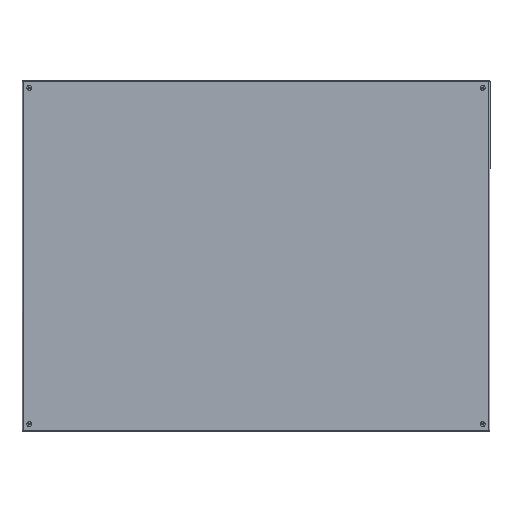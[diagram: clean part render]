
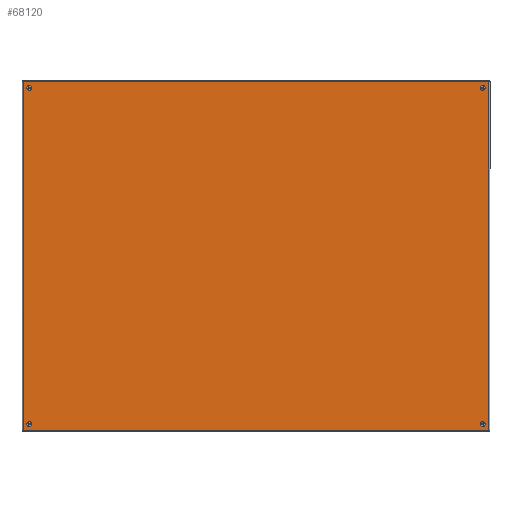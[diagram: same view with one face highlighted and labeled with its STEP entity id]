
A CAD part, left-side view. The second image highlights one B-rep face of the part: STEP entity #68120.
In plain terms, the highlighted face is planar.
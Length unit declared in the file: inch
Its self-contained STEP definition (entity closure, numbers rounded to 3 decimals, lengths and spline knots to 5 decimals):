
#1030 = CARTESIAN_POINT ( 'NONE',  ( 17., 0., -23.25 ) ) ;
#2468 = ORIENTED_EDGE ( 'NONE', *, *, #17619, .F. ) ;
#3039 = LINE ( 'NONE', #22099, #74865 ) ;
#3328 = VECTOR ( 'NONE', #12528, 39.37008 ) ;
#4200 = VERTEX_POINT ( 'NONE', #16149 ) ;
#4631 = AXIS2_PLACEMENT_3D ( 'NONE', #33288, #6848, #13533 ) ;
#4953 = DIRECTION ( 'NONE',  ( 0., 1., 0. ) ) ;
#5654 = LINE ( 'NONE', #23360, #38934 ) ;
#6377 = CARTESIAN_POINT ( 'NONE',  ( 17.25, 0., 23.25 ) ) ;
#6562 = DIRECTION ( 'NONE',  ( 0., -1., 0. ) ) ;
#6848 = DIRECTION ( 'NONE',  ( 0., 1., 0. ) ) ;
#7930 = EDGE_CURVE ( 'NONE', #57341, #30509, #30840, .T. ) ;
#8720 = DIRECTION ( 'NONE',  ( 1., 0., 0. ) ) ;
#9808 = ORIENTED_EDGE ( 'NONE', *, *, #69361, .F. ) ;
#10231 = CARTESIAN_POINT ( 'NONE',  ( 17.25, 0., -23.25 ) ) ;
#10910 = VERTEX_POINT ( 'NONE', #50565 ) ;
#11262 = EDGE_CURVE ( 'NONE', #19645, #18829, #42716, .T. ) ;
#11738 = CARTESIAN_POINT ( 'NONE',  ( -17., 0., 23.25 ) ) ;
#11822 = ORIENTED_EDGE ( 'NONE', *, *, #61366, .F. ) ;
#12234 = DIRECTION ( 'NONE',  ( -1., 0., 0. ) ) ;
#12511 = CIRCLE ( 'NONE', #70170, 0.25 ) ;
#12528 = DIRECTION ( 'NONE',  ( -1., 0., 0. ) ) ;
#12567 = DIRECTION ( 'NONE',  ( 0., 1., 0. ) ) ;
#12715 = VERTEX_POINT ( 'NONE', #60077 ) ;
#13533 = DIRECTION ( 'NONE',  ( -1., 0., 0. ) ) ;
#13750 = CARTESIAN_POINT ( 'NONE',  ( 17.25, 0., 23.25 ) ) ;
#14077 = LINE ( 'NONE', #86502, #21350 ) ;
#15713 = CARTESIAN_POINT ( 'NONE',  ( -17.92789, 0., -23.892 ) ) ;
#16149 = CARTESIAN_POINT ( 'NONE',  ( 17.892, 0., -23.892 ) ) ;
#16271 = AXIS2_PLACEMENT_3D ( 'NONE', #79555, #12567, #59141 ) ;
#17619 = EDGE_CURVE ( 'NONE', #4200, #57803, #5654, .T. ) ;
#17966 = AXIS2_PLACEMENT_3D ( 'NONE', #68786, #54858, #81683 ) ;
#18829 = VERTEX_POINT ( 'NONE', #85613 ) ;
#19645 = VERTEX_POINT ( 'NONE', #79341 ) ;
#20048 = DIRECTION ( 'NONE',  ( 0., 0., -1. ) ) ;
#21305 = AXIS2_PLACEMENT_3D ( 'NONE', #13750, #60355, #74013 ) ;
#21350 = VECTOR ( 'NONE', #20048, 39.37008 ) ;
#22099 = CARTESIAN_POINT ( 'NONE',  ( 17.928, 0., -23.892 ) ) ;
#22463 = ORIENTED_EDGE ( 'NONE', *, *, #56073, .F. ) ;
#22586 = VERTEX_POINT ( 'NONE', #52299 ) ;
#22651 = AXIS2_PLACEMENT_3D ( 'NONE', #6377, #39510, #12234 ) ;
#23360 = CARTESIAN_POINT ( 'NONE',  ( 17.892, 0., -23.928 ) ) ;
#25061 = DIRECTION ( 'NONE',  ( -1., 0., 0. ) ) ;
#26106 = DIRECTION ( 'NONE',  ( 1., 0., 0. ) ) ;
#26671 = PLANE ( 'NONE',  #72858 ) ;
#27510 = ORIENTED_EDGE ( 'NONE', *, *, #75492, .F. ) ;
#29967 = AXIS2_PLACEMENT_3D ( 'NONE', #38389, #4953, #25061 ) ;
#30078 = EDGE_LOOP ( 'NONE', ( #64462, #54775 ) ) ;
#30509 = VERTEX_POINT ( 'NONE', #71184 ) ;
#30600 = CIRCLE ( 'NONE', #22651, 0.25 ) ;
#30840 = CIRCLE ( 'NONE', #78470, 0.25 ) ;
#31173 = EDGE_CURVE ( 'NONE', #40095, #10910, #76593, .T. ) ;
#32476 = LINE ( 'NONE', #45408, #3328 ) ;
#32739 = FACE_OUTER_BOUND ( 'NONE', #35171, .T. ) ;
#33260 = VERTEX_POINT ( 'NONE', #15713 ) ;
#33288 = CARTESIAN_POINT ( 'NONE',  ( 17.25, 0., -23.25 ) ) ;
#34670 = CARTESIAN_POINT ( 'NONE',  ( 17.892, 0., 23.892 ) ) ;
#35171 = EDGE_LOOP ( 'NONE', ( #22463, #2468, #69542, #27510 ) ) ;
#36546 = CIRCLE ( 'NONE', #29967, 0.25 ) ;
#37555 = DIRECTION ( 'NONE',  ( 0., 1., 0. ) ) ;
#38389 = CARTESIAN_POINT ( 'NONE',  ( -17.25, 0., 23.25 ) ) ;
#38934 = VECTOR ( 'NONE', #63839, 39.37008 ) ;
#39038 = ORIENTED_EDGE ( 'NONE', *, *, #31173, .F. ) ;
#39510 = DIRECTION ( 'NONE',  ( 0., 1., 0. ) ) ;
#40095 = VERTEX_POINT ( 'NONE', #11738 ) ;
#41131 = VERTEX_POINT ( 'NONE', #76960 ) ;
#42229 = EDGE_LOOP ( 'NONE', ( #79670, #11822 ) ) ;
#42716 = CIRCLE ( 'NONE', #17966, 0.25 ) ;
#42991 = CARTESIAN_POINT ( 'NONE',  ( -17.25, 0., -23.25 ) ) ;
#45408 = CARTESIAN_POINT ( 'NONE',  ( 17.928, 0., 23.892 ) ) ;
#46323 = FACE_BOUND ( 'NONE', #30078, .T. ) ;
#48375 = EDGE_CURVE ( 'NONE', #10910, #40095, #36546, .T. ) ;
#49940 = ORIENTED_EDGE ( 'NONE', *, *, #48375, .F. ) ;
#50565 = CARTESIAN_POINT ( 'NONE',  ( -17.5, 0., 23.25 ) ) ;
#52299 = CARTESIAN_POINT ( 'NONE',  ( -17.92789, 0., 23.892 ) ) ;
#54775 = ORIENTED_EDGE ( 'NONE', *, *, #66336, .F. ) ;
#54858 = DIRECTION ( 'NONE',  ( 0., 1., 0. ) ) ;
#55852 = DIRECTION ( 'NONE',  ( 0., 1., 0. ) ) ;
#56073 = EDGE_CURVE ( 'NONE', #57803, #22586, #32476, .T. ) ;
#57341 = VERTEX_POINT ( 'NONE', #1030 ) ;
#57803 = VERTEX_POINT ( 'NONE', #34670 ) ;
#59141 = DIRECTION ( 'NONE',  ( -1., 0., 0. ) ) ;
#59546 = CARTESIAN_POINT ( 'NONE',  ( 17.928, 0., -23.928 ) ) ;
#60077 = CARTESIAN_POINT ( 'NONE',  ( 17., 0., 23.25 ) ) ;
#60355 = DIRECTION ( 'NONE',  ( 0., 1., 0. ) ) ;
#61366 = EDGE_CURVE ( 'NONE', #30509, #57341, #69006, .T. ) ;
#63107 = ORIENTED_EDGE ( 'NONE', *, *, #11262, .F. ) ;
#63657 = CIRCLE ( 'NONE', #21305, 0.25 ) ;
#63839 = DIRECTION ( 'NONE',  ( 0., 0., 1. ) ) ;
#64462 = ORIENTED_EDGE ( 'NONE', *, *, #70113, .F. ) ;
#65243 = EDGE_CURVE ( 'NONE', #33260, #4200, #3039, .T. ) ;
#66336 = EDGE_CURVE ( 'NONE', #41131, #12715, #63657, .T. ) ;
#68120 = ADVANCED_FACE ( 'NONE', ( #32739, #78685, #46323, #76567, #75456 ), #26671, .F. ) ;
#68786 = CARTESIAN_POINT ( 'NONE',  ( -17.25, 0., -23.25 ) ) ;
#69006 = CIRCLE ( 'NONE', #4631, 0.25 ) ;
#69361 = EDGE_CURVE ( 'NONE', #18829, #19645, #12511, .T. ) ;
#69542 = ORIENTED_EDGE ( 'NONE', *, *, #65243, .F. ) ;
#69865 = EDGE_LOOP ( 'NONE', ( #9808, #63107 ) ) ;
#70113 = EDGE_CURVE ( 'NONE', #12715, #41131, #30600, .T. ) ;
#70170 = AXIS2_PLACEMENT_3D ( 'NONE', #42991, #55852, #82670 ) ;
#70488 = DIRECTION ( 'NONE',  ( -1., 0., 0. ) ) ;
#71184 = CARTESIAN_POINT ( 'NONE',  ( 17.5, 0., -23.25 ) ) ;
#72517 = EDGE_LOOP ( 'NONE', ( #49940, #39038 ) ) ;
#72858 = AXIS2_PLACEMENT_3D ( 'NONE', #59546, #6562, #26106 ) ;
#74013 = DIRECTION ( 'NONE',  ( -1., 0., 0. ) ) ;
#74865 = VECTOR ( 'NONE', #8720, 39.37008 ) ;
#75456 = FACE_BOUND ( 'NONE', #42229, .T. ) ;
#75492 = EDGE_CURVE ( 'NONE', #22586, #33260, #14077, .T. ) ;
#76567 = FACE_BOUND ( 'NONE', #69865, .T. ) ;
#76593 = CIRCLE ( 'NONE', #16271, 0.25 ) ;
#76960 = CARTESIAN_POINT ( 'NONE',  ( 17.5, 0., 23.25 ) ) ;
#78470 = AXIS2_PLACEMENT_3D ( 'NONE', #10231, #37555, #70488 ) ;
#78685 = FACE_BOUND ( 'NONE', #72517, .T. ) ;
#79341 = CARTESIAN_POINT ( 'NONE',  ( -17., 0., -23.25 ) ) ;
#79555 = CARTESIAN_POINT ( 'NONE',  ( -17.25, 0., 23.25 ) ) ;
#79670 = ORIENTED_EDGE ( 'NONE', *, *, #7930, .F. ) ;
#81683 = DIRECTION ( 'NONE',  ( -1., 0., 0. ) ) ;
#82670 = DIRECTION ( 'NONE',  ( -1., 0., 0. ) ) ;
#85613 = CARTESIAN_POINT ( 'NONE',  ( -17.5, 0., -23.25 ) ) ;
#86502 = CARTESIAN_POINT ( 'NONE',  ( -17.92789, 0., -23.928 ) ) ;
